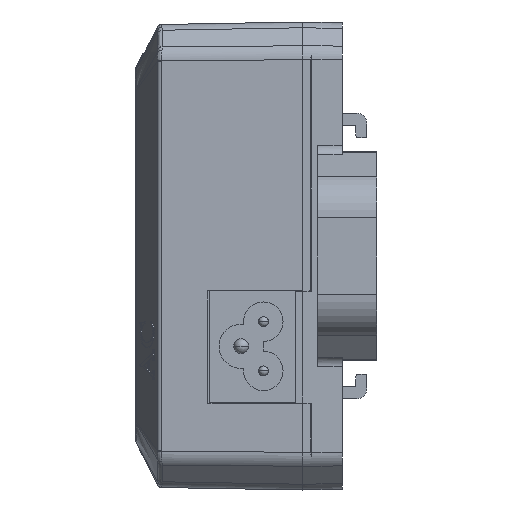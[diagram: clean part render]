
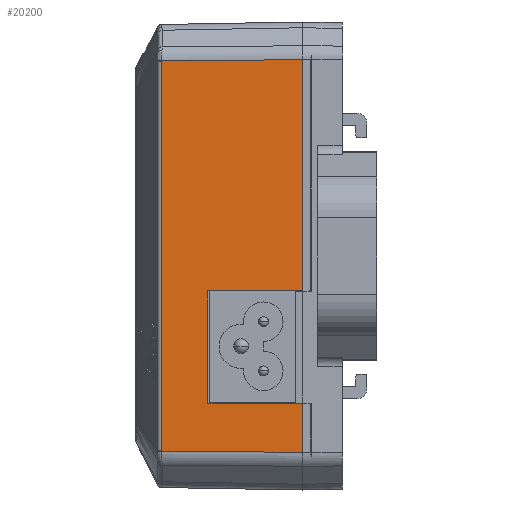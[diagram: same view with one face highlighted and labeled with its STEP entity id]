
A CAD part, left-side view. The second image highlights one B-rep face of the part: STEP entity #20200.
In plain terms, the highlighted face is planar.
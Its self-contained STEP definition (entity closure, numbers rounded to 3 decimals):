
#4150=DIRECTION('',(0.,-1.,0.));
#4151=VECTOR('',#4150,9.943);
#4152=CARTESIAN_POINT('',(-143.5,39.843,
0.));
#4153=LINE('',#4152,#4151);
#5644=CARTESIAN_POINT('',(-143.5,39.843,0.));
#5649=CARTESIAN_POINT('',(-143.,39.636,28.649));
#5690=CARTESIAN_POINT('',(-143.113,39.556,22.315));
#5691=DIRECTION('',(-1.,0.,0.018));
#5692=DIRECTION('',(0.018,0.,1.));
#5693=AXIS2_PLACEMENT_3D('',#5690,#5691,#5692);
#5705=DIRECTION('',(0.,1.,0.));
#5706=VECTOR('',#5705,46.943);
#5707=CARTESIAN_POINT('',(-143.5,-39.843,0.));
#5708=LINE('',#5707,#5706);
#5709=DIRECTION('',(0.017,-0.007,1.));
#5710=VECTOR('',#5709,28.654);
#5711=CARTESIAN_POINT('',(-143.5,39.843,
0.));
#5712=LINE('',#5711,#5710);
#5713=DIRECTION('',(0.,-1.,0.));
#5714=VECTOR('',#5713,79.113);
#5715=CARTESIAN_POINT('',(-143.,39.556,28.649));
#5716=LINE('',#5715,#5714);
#5717=DIRECTION('',(-0.017,-0.007,-1.));
#5718=VECTOR('',#5717,28.654);
#5719=CARTESIAN_POINT('',(-143.,-39.636,
28.649));
#5720=LINE('',#5719,#5718);
#6872=DIRECTION('',(0.017,0.,1.));
#6873=VECTOR('',#6872,19.253);
#6874=CARTESIAN_POINT('',(-143.5,29.9,0.));
#6875=LINE('',#6874,#6873);
#6928=DIRECTION('',(0.,-1.,0.));
#6929=VECTOR('',#6928,22.8);
#6930=CARTESIAN_POINT('',(-143.164,29.9,19.25));
#6931=LINE('',#6930,#6929);
#6948=DIRECTION('',(-0.017,0.,-1.));
#6949=VECTOR('',#6948,19.253);
#6950=CARTESIAN_POINT('',(-143.164,7.1,19.25));
#6951=LINE('',#6950,#6949);
#10332=CARTESIAN_POINT('',(-143.,-39.636,
28.649));
#10333=CARTESIAN_POINT('',(-143.,-39.61,
28.649));
#10334=CARTESIAN_POINT('',(-143.,-39.583,
28.649));
#10335=CARTESIAN_POINT('',(-143.,-39.556,
28.649));
#14806=VERTEX_POINT('',#5644);
#14807=CARTESIAN_POINT('',(-143.5,29.9,0.));
#14808=VERTEX_POINT('',#14807);
#15188=VERTEX_POINT('',#5649);
#15191=CARTESIAN_POINT('',(-143.,39.556,
28.649));
#15192=VERTEX_POINT('',#15191);
#15193=CARTESIAN_POINT('',(-143.5,-39.843,0.));
#15194=CARTESIAN_POINT('',(-143.5,7.1,0.));
#15195=VERTEX_POINT('',#15193);
#15196=VERTEX_POINT('',#15194);
#15197=CARTESIAN_POINT('',(-143.164,7.1,19.25));
#15198=VERTEX_POINT('',#15197);
#15199=CARTESIAN_POINT('',(-143.164,29.9,19.25));
#15200=VERTEX_POINT('',#15199);
#15201=CARTESIAN_POINT('',(-143.,-39.556,
28.649));
#15202=VERTEX_POINT('',#15201);
#15203=VERTEX_POINT('',#10332);
#20176=CARTESIAN_POINT('',(-143.5,45.162,0.));
#20177=DIRECTION('',(-1.,0.,0.017));
#20178=DIRECTION('',(0.,-1.,0.));
#20179=AXIS2_PLACEMENT_3D('',#20176,#20177,#20178);
#20180=PLANE('',#20179);
#20182=ORIENTED_EDGE('',*,*,#20181,.T.);
#20184=ORIENTED_EDGE('',*,*,#20183,.F.);
#20186=ORIENTED_EDGE('',*,*,#20185,.F.);
#20188=ORIENTED_EDGE('',*,*,#20187,.F.);
#20189=ORIENTED_EDGE('',*,*,#18784,.F.);
#20190=ORIENTED_EDGE('',*,*,#20032,.T.);
#20191=ORIENTED_EDGE('',*,*,#20167,.F.);
#20193=ORIENTED_EDGE('',*,*,#20192,.T.);
#20195=ORIENTED_EDGE('',*,*,#20194,.F.);
#20197=ORIENTED_EDGE('',*,*,#20196,.T.);
#20198=EDGE_LOOP('',(#20182,#20184,#20186,#20188,#20189,#20190,#20191,#20193,
#20195,#20197));
#20199=FACE_OUTER_BOUND('',#20198,.F.);
#20200=ADVANCED_FACE('',(#20199),#20180,.T.);
#5694=CIRCLE('',#5693,6.336);
#10336=B_SPLINE_CURVE_WITH_KNOTS('',3,(#10332,#10333,#10334,#10335),
.UNSPECIFIED.,.F.,.F.,(4,4),(0.,1.),.UNSPECIFIED.);
#18784=EDGE_CURVE('',#14806,#14808,#4153,.T.);
#20032=EDGE_CURVE('',#14806,#15188,#5712,.T.);
#20167=EDGE_CURVE('',#15192,#15188,#5694,.T.);
#20181=EDGE_CURVE('',#15195,#15196,#5708,.T.);
#20183=EDGE_CURVE('',#15198,#15196,#6951,.T.);
#20185=EDGE_CURVE('',#15200,#15198,#6931,.T.);
#20187=EDGE_CURVE('',#14808,#15200,#6875,.T.);
#20192=EDGE_CURVE('',#15192,#15202,#5716,.T.);
#20194=EDGE_CURVE('',#15203,#15202,#10336,.T.);
#20196=EDGE_CURVE('',#15203,#15195,#5720,.T.);
